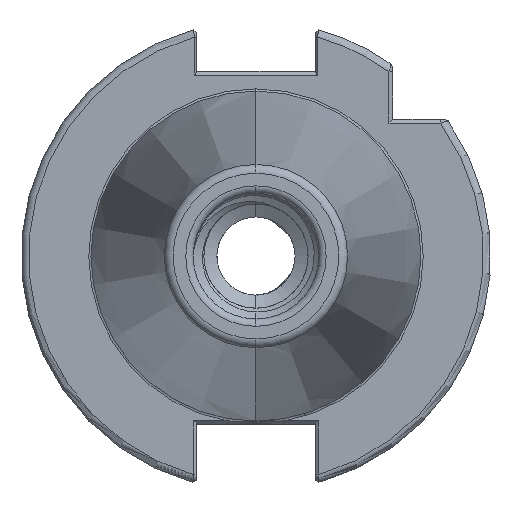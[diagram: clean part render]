
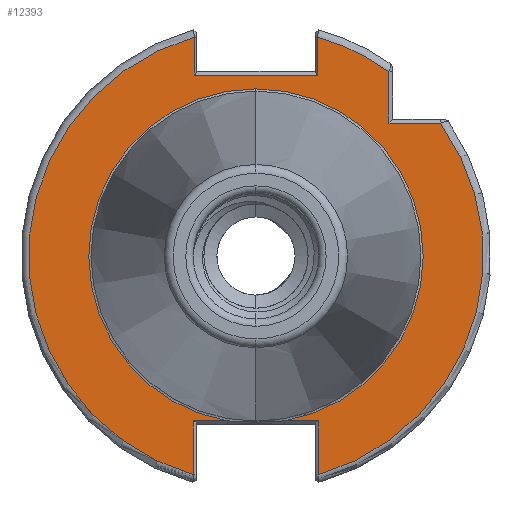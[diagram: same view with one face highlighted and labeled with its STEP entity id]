
A CAD part, left-side view. The second image highlights one B-rep face of the part: STEP entity #12393.
In plain terms, the highlighted planar face has unit normal (-1, 0, 0).
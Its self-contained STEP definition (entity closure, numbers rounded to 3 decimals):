
#340 = CARTESIAN_POINT ( 'NONE',  ( 0., -18.5, 18. ) ) ;
#360 = DIRECTION ( 'NONE',  ( 0., 1., 0. ) ) ;
#2718 = EDGE_CURVE ( 'NONE', #5507, #5521, #5139, .T. ) ;
#2912 = EDGE_CURVE ( 'NONE', #4728, #4802, #5305, .T. ) ;
#2968 = EDGE_CURVE ( 'NONE', #4734, #4808, #5380, .T. ) ;
#2977 = EDGE_CURVE ( 'NONE', #4802, #4769, #5384, .T. ) ;
#2984 = EDGE_CURVE ( 'NONE', #4808, #4710, #5376, .T. ) ;
#3000 = EDGE_CURVE ( 'NONE', #4733, #4740, #5353, .T. ) ;
#3004 = EDGE_CURVE ( 'NONE', #4769, #4735, #5350, .T. ) ;
#3016 = EDGE_CURVE ( 'NONE', #4713, #4728, #5361, .T. ) ;
#3017 = EDGE_CURVE ( 'NONE', #4692, #4733, #5366, .T. ) ;
#3020 = EDGE_CURVE ( 'NONE', #4710, #4692, #5342, .T. ) ;
#3030 = EDGE_CURVE ( 'NONE', #4740, #5507, #5422, .T. ) ;
#3036 = EDGE_CURVE ( 'NONE', #5521, #4731, #5423, .T. ) ;
#3061 = EDGE_CURVE ( 'NONE', #4731, #4713, #5430, .T. ) ;
#3092 = EDGE_CURVE ( 'NONE', #4735, #4734, #5452, .T. ) ;
#3319 = DIRECTION ( 'NONE',  ( 0., 0., -1. ) ) ;
#3342 = CARTESIAN_POINT ( 'NONE',  ( 0., -8.335, 25. ) ) ;
#4692 = VERTEX_POINT ( 'NONE', #15285 ) ;
#4710 = VERTEX_POINT ( 'NONE', #15244 ) ;
#4713 = VERTEX_POINT ( 'NONE', #15283 ) ;
#4728 = VERTEX_POINT ( 'NONE', #15228 ) ;
#4731 = VERTEX_POINT ( 'NONE', #15322 ) ;
#4733 = VERTEX_POINT ( 'NONE', #15332 ) ;
#4734 = VERTEX_POINT ( 'NONE', #15229 ) ;
#4735 = VERTEX_POINT ( 'NONE', #15333 ) ;
#4740 = VERTEX_POINT ( 'NONE', #13986 ) ;
#4769 = VERTEX_POINT ( 'NONE', #14006 ) ;
#4802 = VERTEX_POINT ( 'NONE', #14107 ) ;
#4808 = VERTEX_POINT ( 'NONE', #14070 ) ;
#5139 = CIRCLE ( 'NONE', #20144, 22.627 ) ;
#5305 = LINE ( 'NONE', #340, #5330 ) ;
#5330 = VECTOR ( 'NONE', #360, 1000. ) ;
#5341 = VECTOR ( 'NONE', #10975, 1000. ) ;
#5342 = CIRCLE ( 'NONE', #20197, 30.775 ) ;
#5345 = VECTOR ( 'NONE', #10118, 1000. ) ;
#5349 = VECTOR ( 'NONE', #10986, 1000. ) ;
#5350 = CIRCLE ( 'NONE', #20190, 30.775 ) ;
#5353 = LINE ( 'NONE', #10050, #5354 ) ;
#5354 = VECTOR ( 'NONE', #10034, 1000. ) ;
#5361 = CIRCLE ( 'NONE', #20210, 30.775 ) ;
#5366 = LINE ( 'NONE', #10133, #5345 ) ;
#5376 = LINE ( 'NONE', #10973, #5349 ) ;
#5377 = VECTOR ( 'NONE', #10873, 1000. ) ;
#5380 = LINE ( 'NONE', #10882, #5377 ) ;
#5384 = LINE ( 'NONE', #10928, #5341 ) ;
#5399 = VECTOR ( 'NONE', #3319, 1000. ) ;
#5400 = VECTOR ( 'NONE', #10300, 1000. ) ;
#5422 = CIRCLE ( 'NONE', #20221, 22.627 ) ;
#5423 = LINE ( 'NONE', #10296, #5400 ) ;
#5430 = LINE ( 'NONE', #10515, #5431 ) ;
#5431 = VECTOR ( 'NONE', #10513, 1000. ) ;
#5452 = LINE ( 'NONE', #3342, #5399 ) ;
#5507 = VERTEX_POINT ( 'NONE', #14049 ) ;
#5521 = VERTEX_POINT ( 'NONE', #14128 ) ;
#5917 = FACE_OUTER_BOUND ( 'NONE', #15428, .T. ) ;
#7243 = DIRECTION ( 'NONE',  ( 0., 0., -1. ) ) ;
#7255 = DIRECTION ( 'NONE',  ( 1., 0., 0. ) ) ;
#7264 = CARTESIAN_POINT ( 'NONE',  ( 0., 0., 0. ) ) ;
#10034 = DIRECTION ( 'NONE',  ( 0., -1., 0. ) ) ;
#10050 = CARTESIAN_POINT ( 'NONE',  ( 0., 22.692, -22.3 ) ) ;
#10077 = CARTESIAN_POINT ( 'NONE',  ( 0., 0., 0. ) ) ;
#10078 = DIRECTION ( 'NONE',  ( -1., 0., 0. ) ) ;
#10088 = DIRECTION ( 'NONE',  ( 0., 0., -1. ) ) ;
#10118 = DIRECTION ( 'NONE',  ( 0., 0., 1. ) ) ;
#10133 = CARTESIAN_POINT ( 'NONE',  ( 0., 8.451, 0. ) ) ;
#10198 = DIRECTION ( 'NONE',  ( -1., 0., 0. ) ) ;
#10203 = DIRECTION ( 'NONE',  ( 0., 0., -1. ) ) ;
#10209 = DIRECTION ( 'NONE',  ( 0., 0., -1. ) ) ;
#10210 = CARTESIAN_POINT ( 'NONE',  ( 0., 0., 0. ) ) ;
#10216 = DIRECTION ( 'NONE',  ( -1., 0., 0. ) ) ;
#10217 = CARTESIAN_POINT ( 'NONE',  ( 0., 0., 0. ) ) ;
#10221 = CARTESIAN_POINT ( 'NONE',  ( 0., 0., 0. ) ) ;
#10226 = DIRECTION ( 'NONE',  ( 1., 0., 0. ) ) ;
#10268 = DIRECTION ( 'NONE',  ( 0., 0., -1. ) ) ;
#10296 = CARTESIAN_POINT ( 'NONE',  ( 0., 22.692, -22.3 ) ) ;
#10300 = DIRECTION ( 'NONE',  ( 0., -1., 0. ) ) ;
#10513 = DIRECTION ( 'NONE',  ( 0., 0., -1. ) ) ;
#10515 = CARTESIAN_POINT ( 'NONE',  ( 0., -8.451, 0. ) ) ;
#10873 = DIRECTION ( 'NONE',  ( 0., 1., 0. ) ) ;
#10882 = CARTESIAN_POINT ( 'NONE',  ( 0., 8.05, 24.5 ) ) ;
#10928 = CARTESIAN_POINT ( 'NONE',  ( 0., -18., 24.594 ) ) ;
#10973 = CARTESIAN_POINT ( 'NONE',  ( 0., 8.335, 29.704 ) ) ;
#10975 = DIRECTION ( 'NONE',  ( 0., 0., 1. ) ) ;
#10986 = DIRECTION ( 'NONE',  ( 0., 0., 1. ) ) ;
#12393 = ADVANCED_FACE ( 'NONE', ( #5917 ), #14729, .F. ) ;
#13986 = CARTESIAN_POINT ( 'NONE',  ( 0., 3.833, -22.3 ) ) ;
#14006 = CARTESIAN_POINT ( 'NONE',  ( 0., -18., 24.962 ) ) ;
#14049 = CARTESIAN_POINT ( 'NONE',  ( 0., 0., 22.627 ) ) ;
#14070 = CARTESIAN_POINT ( 'NONE',  ( 0., 8.335, 24.5 ) ) ;
#14107 = CARTESIAN_POINT ( 'NONE',  ( 0., -18., 18. ) ) ;
#14128 = CARTESIAN_POINT ( 'NONE',  ( 0., -3.833, -22.3 ) ) ;
#14725 = DIRECTION ( 'NONE',  ( 0., 0., -1. ) ) ;
#14729 = PLANE ( 'NONE',  #20414 ) ;
#14744 = CARTESIAN_POINT ( 'NONE',  ( 0., 22.692, 0. ) ) ;
#14745 = DIRECTION ( 'NONE',  ( 1., 0., 0. ) ) ;
#15083 = ORIENTED_EDGE ( 'NONE', *, *, #3000, .T. ) ;
#15103 = ORIENTED_EDGE ( 'NONE', *, *, #3016, .T. ) ;
#15111 = ORIENTED_EDGE ( 'NONE', *, *, #3030, .T. ) ;
#15147 = ORIENTED_EDGE ( 'NONE', *, *, #2718, .T. ) ;
#15154 = ORIENTED_EDGE ( 'NONE', *, *, #2977, .T. ) ;
#15155 = ORIENTED_EDGE ( 'NONE', *, *, #3092, .T. ) ;
#15157 = ORIENTED_EDGE ( 'NONE', *, *, #3020, .T. ) ;
#15163 = ORIENTED_EDGE ( 'NONE', *, *, #3036, .T. ) ;
#15167 = ORIENTED_EDGE ( 'NONE', *, *, #3061, .T. ) ;
#15178 = ORIENTED_EDGE ( 'NONE', *, *, #2984, .T. ) ;
#15182 = ORIENTED_EDGE ( 'NONE', *, *, #2968, .T. ) ;
#15205 = ORIENTED_EDGE ( 'NONE', *, *, #3004, .T. ) ;
#15228 = CARTESIAN_POINT ( 'NONE',  ( 0., -24.962, 18. ) ) ;
#15229 = CARTESIAN_POINT ( 'NONE',  ( 0., -8.335, 24.5 ) ) ;
#15244 = CARTESIAN_POINT ( 'NONE',  ( 0., 8.335, 29.625 ) ) ;
#15249 = ORIENTED_EDGE ( 'NONE', *, *, #2912, .T. ) ;
#15260 = ORIENTED_EDGE ( 'NONE', *, *, #3017, .T. ) ;
#15283 = CARTESIAN_POINT ( 'NONE',  ( 0., -8.451, -29.592 ) ) ;
#15285 = CARTESIAN_POINT ( 'NONE',  ( 0., 8.451, -29.592 ) ) ;
#15322 = CARTESIAN_POINT ( 'NONE',  ( 0., -8.451, -22.3 ) ) ;
#15332 = CARTESIAN_POINT ( 'NONE',  ( 0., 8.451, -22.3 ) ) ;
#15333 = CARTESIAN_POINT ( 'NONE',  ( 0., -8.335, 29.625 ) ) ;
#15428 = EDGE_LOOP ( 'NONE', ( #15249, #15154, #15205, #15155, #15182, #15178, #15157, #15260, #15083, #15111, #15147, #15163, #15167, #15103 ) ) ;
#20144 = AXIS2_PLACEMENT_3D ( 'NONE', #7264, #7255, #7243 ) ;
#20190 = AXIS2_PLACEMENT_3D ( 'NONE', #10077, #10078, #10088 ) ;
#20197 = AXIS2_PLACEMENT_3D ( 'NONE', #10217, #10198, #10209 ) ;
#20210 = AXIS2_PLACEMENT_3D ( 'NONE', #10210, #10216, #10203 ) ;
#20221 = AXIS2_PLACEMENT_3D ( 'NONE', #10221, #10226, #10268 ) ;
#20414 = AXIS2_PLACEMENT_3D ( 'NONE', #14744, #14745, #14725 ) ;
